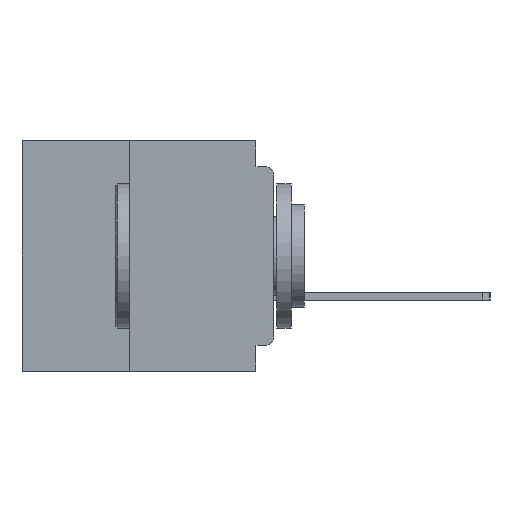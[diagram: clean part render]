
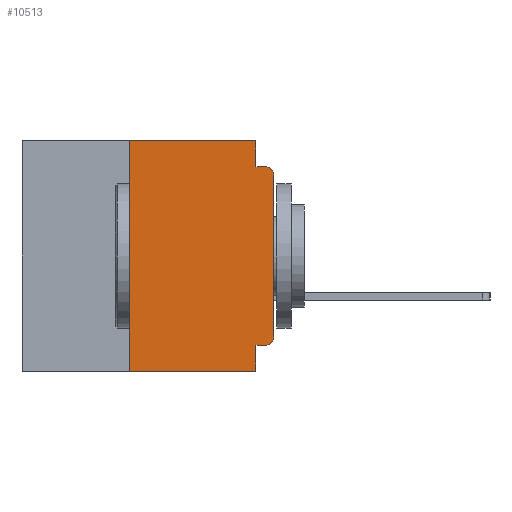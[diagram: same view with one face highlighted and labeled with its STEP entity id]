
A CAD part, left-side view. The second image highlights one B-rep face of the part: STEP entity #10513.
In plain terms, the highlighted planar face has unit normal (-1, 0, 0).
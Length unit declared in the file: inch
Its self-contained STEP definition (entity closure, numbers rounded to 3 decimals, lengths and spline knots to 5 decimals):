
#172 = LINE ( 'NONE', #26477, #10280 ) ;
#340 = DIRECTION ( 'NONE',  ( -1., 0., 0. ) ) ;
#475 = EDGE_CURVE ( 'NONE', #25960, #25063, #23510, .T. ) ;
#787 = LINE ( 'NONE', #6969, #8527 ) ;
#2577 = CARTESIAN_POINT ( 'NONE',  ( 0., 0.437, 0. ) ) ;
#2704 = CARTESIAN_POINT ( 'NONE',  ( 0., 0.031, 0. ) ) ;
#3618 = DIRECTION ( 'NONE',  ( 0., -1., 0. ) ) ;
#3871 = EDGE_CURVE ( 'NONE', #5117, #39415, #29823, .T. ) ;
#4056 = DIRECTION ( 'NONE',  ( 0., 0., 1. ) ) ;
#4572 = ORIENTED_EDGE ( 'NONE', *, *, #40156, .T. ) ;
#4705 = CARTESIAN_POINT ( 'NONE',  ( 0., 0.031, -0.4 ) ) ;
#5117 = VERTEX_POINT ( 'NONE', #38405 ) ;
#5259 = ORIENTED_EDGE ( 'NONE', *, *, #36582, .F. ) ;
#6097 = LINE ( 'NONE', #4705, #34184 ) ;
#6409 = DIRECTION ( 'NONE',  ( 1., 0., 0. ) ) ;
#6628 = EDGE_CURVE ( 'NONE', #5117, #41285, #25012, .T. ) ;
#6969 = CARTESIAN_POINT ( 'NONE',  ( 0., 0., -0.045 ) ) ;
#6987 = VERTEX_POINT ( 'NONE', #7966 ) ;
#7966 = CARTESIAN_POINT ( 'NONE',  ( 0., 0.015, -0.045 ) ) ;
#8527 = VECTOR ( 'NONE', #37563, 39.37008 ) ;
#8712 = EDGE_CURVE ( 'NONE', #25960, #9854, #12187, .T. ) ;
#9475 = VECTOR ( 'NONE', #16608, 39.37008 ) ;
#9854 = VERTEX_POINT ( 'NONE', #13626 ) ;
#10280 = VECTOR ( 'NONE', #3618, 39.37008 ) ;
#10513 = ADVANCED_FACE ( 'NONE', ( #44946 ), #25427, .F. ) ;
#11185 = CARTESIAN_POINT ( 'NONE',  ( 0., 0.015, -0.355 ) ) ;
#12187 = LINE ( 'NONE', #38583, #31371 ) ;
#13009 = ORIENTED_EDGE ( 'NONE', *, *, #475, .T. ) ;
#13626 = CARTESIAN_POINT ( 'NONE',  ( 0., 0.031, -0.355 ) ) ;
#14224 = VERTEX_POINT ( 'NONE', #2704 ) ;
#14276 = LINE ( 'NONE', #23051, #16680 ) ;
#14877 = VERTEX_POINT ( 'NONE', #33540 ) ;
#15630 = DIRECTION ( 'NONE',  ( 0., 1., 0. ) ) ;
#15729 = CARTESIAN_POINT ( 'NONE',  ( 0., 0.015, -0.06 ) ) ;
#16608 = DIRECTION ( 'NONE',  ( 0., -1., 0. ) ) ;
#16680 = VECTOR ( 'NONE', #4056, 39.37008 ) ;
#18327 = CIRCLE ( 'NONE', #36237, 0.015 ) ;
#19575 = DIRECTION ( 'NONE',  ( 0., 0., -1. ) ) ;
#20459 = CARTESIAN_POINT ( 'NONE',  ( 0., 0.437, -0.4 ) ) ;
#21502 = EDGE_CURVE ( 'NONE', #14224, #14877, #41355, .T. ) ;
#23051 = CARTESIAN_POINT ( 'NONE',  ( 0., 0., 0. ) ) ;
#23510 = CIRCLE ( 'NONE', #28879, 0.015 ) ;
#24671 = CARTESIAN_POINT ( 'NONE',  ( 0., 0.015, -0.34 ) ) ;
#25012 = LINE ( 'NONE', #36454, #32794 ) ;
#25063 = VERTEX_POINT ( 'NONE', #28540 ) ;
#25427 = PLANE ( 'NONE',  #46582 ) ;
#25960 = VERTEX_POINT ( 'NONE', #11185 ) ;
#26477 = CARTESIAN_POINT ( 'NONE',  ( 0., 0.437, 0. ) ) ;
#28540 = CARTESIAN_POINT ( 'NONE',  ( 0., 0., -0.34 ) ) ;
#28879 = AXIS2_PLACEMENT_3D ( 'NONE', #24671, #340, #37887 ) ;
#28892 = ORIENTED_EDGE ( 'NONE', *, *, #8712, .F. ) ;
#29823 = LINE ( 'NONE', #20459, #9475 ) ;
#30788 = ORIENTED_EDGE ( 'NONE', *, *, #6628, .F. ) ;
#31254 = DIRECTION ( 'NONE',  ( 0., 0., -1. ) ) ;
#31371 = VECTOR ( 'NONE', #15630, 39.37008 ) ;
#31547 = DIRECTION ( 'NONE',  ( 0., 0., -1. ) ) ;
#32794 = VECTOR ( 'NONE', #47908, 39.37008 ) ;
#32857 = ORIENTED_EDGE ( 'NONE', *, *, #48640, .F. ) ;
#33140 = DIRECTION ( 'NONE',  ( 0., 0., -1. ) ) ;
#33540 = CARTESIAN_POINT ( 'NONE',  ( 0., 0.031, -0.045 ) ) ;
#33822 = ORIENTED_EDGE ( 'NONE', *, *, #3871, .T. ) ;
#34184 = VECTOR ( 'NONE', #31254, 39.37008 ) ;
#34745 = ORIENTED_EDGE ( 'NONE', *, *, #39609, .T. ) ;
#36237 = AXIS2_PLACEMENT_3D ( 'NONE', #15729, #42510, #19575 ) ;
#36454 = CARTESIAN_POINT ( 'NONE',  ( 0., 0.25, -0.4 ) ) ;
#36582 = EDGE_CURVE ( 'NONE', #14877, #6987, #787, .T. ) ;
#37062 = CARTESIAN_POINT ( 'NONE',  ( 0., 0.25, 0. ) ) ;
#37563 = DIRECTION ( 'NONE',  ( 0., -1., 0. ) ) ;
#37710 = CARTESIAN_POINT ( 'NONE',  ( 0., 0.031, -0.4 ) ) ;
#37887 = DIRECTION ( 'NONE',  ( 0., 0., -1. ) ) ;
#38405 = CARTESIAN_POINT ( 'NONE',  ( 0., 0.25, -0.4 ) ) ;
#38583 = CARTESIAN_POINT ( 'NONE',  ( 0., 0., -0.355 ) ) ;
#38967 = VECTOR ( 'NONE', #31547, 39.37008 ) ;
#39415 = VERTEX_POINT ( 'NONE', #37710 ) ;
#39609 = EDGE_CURVE ( 'NONE', #43502, #6987, #18327, .T. ) ;
#39697 = ORIENTED_EDGE ( 'NONE', *, *, #45152, .F. ) ;
#39912 = CARTESIAN_POINT ( 'NONE',  ( 0., 0., -0.06 ) ) ;
#40156 = EDGE_CURVE ( 'NONE', #25063, #43502, #14276, .T. ) ;
#41285 = VERTEX_POINT ( 'NONE', #37062 ) ;
#41355 = LINE ( 'NONE', #43066, #38967 ) ;
#42510 = DIRECTION ( 'NONE',  ( -1., 0., 0. ) ) ;
#43066 = CARTESIAN_POINT ( 'NONE',  ( 0., 0.031, 0. ) ) ;
#43502 = VERTEX_POINT ( 'NONE', #39912 ) ;
#44293 = EDGE_LOOP ( 'NONE', ( #4572, #34745, #5259, #46287, #32857, #30788, #33822, #39697, #28892, #13009 ) ) ;
#44946 = FACE_OUTER_BOUND ( 'NONE', #44293, .T. ) ;
#45152 = EDGE_CURVE ( 'NONE', #9854, #39415, #6097, .T. ) ;
#46287 = ORIENTED_EDGE ( 'NONE', *, *, #21502, .F. ) ;
#46582 = AXIS2_PLACEMENT_3D ( 'NONE', #2577, #6409, #33140 ) ;
#47908 = DIRECTION ( 'NONE',  ( 0., 0., 1. ) ) ;
#48640 = EDGE_CURVE ( 'NONE', #41285, #14224, #172, .T. ) ;
